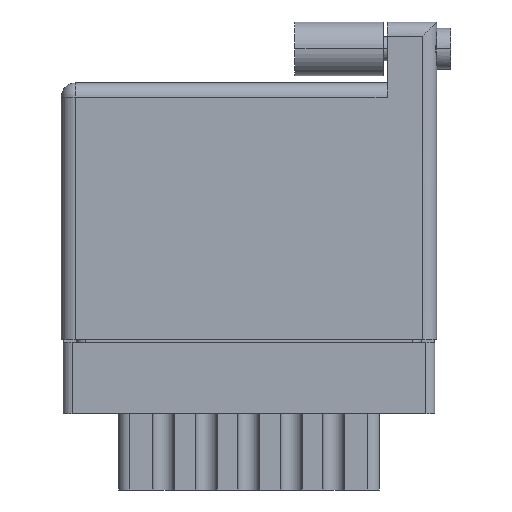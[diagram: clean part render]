
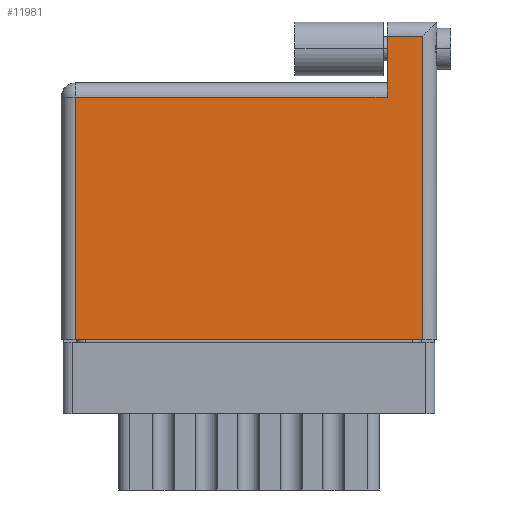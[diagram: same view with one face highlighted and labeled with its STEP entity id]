
A CAD part, front view. The second image highlights one B-rep face of the part: STEP entity #11981.
In plain terms, the highlighted face is planar.
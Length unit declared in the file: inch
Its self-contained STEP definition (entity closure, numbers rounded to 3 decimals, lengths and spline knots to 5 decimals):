
#245 = VECTOR ( 'NONE', #14874, 39.37008 ) ;
#532 = VERTEX_POINT ( 'NONE', #23375 ) ;
#1070 = LINE ( 'NONE', #13735, #24049 ) ;
#1581 = EDGE_LOOP ( 'NONE', ( #15421, #17492, #11477, #4626, #15396, #2329 ) ) ;
#2329 = ORIENTED_EDGE ( 'NONE', *, *, #10220, .T. ) ;
#2500 = PLANE ( 'NONE',  #18566 ) ;
#4626 = ORIENTED_EDGE ( 'NONE', *, *, #10744, .T. ) ;
#4681 = CARTESIAN_POINT ( 'NONE',  ( 1.275, 1.12, 0. ) ) ;
#4683 = CARTESIAN_POINT ( 'NONE',  ( 0., 0.906, 0. ) ) ;
#4937 = LINE ( 'NONE', #15402, #9313 ) ;
#6231 = VERTEX_POINT ( 'NONE', #17872 ) ;
#6329 = VECTOR ( 'NONE', #8625, 39.37008 ) ;
#7097 = FACE_OUTER_BOUND ( 'NONE', #1581, .T. ) ;
#7500 = VERTEX_POINT ( 'NONE', #17944 ) ;
#7881 = DIRECTION ( 'NONE',  ( 0., -1., 0. ) ) ;
#8625 = DIRECTION ( 'NONE',  ( 0., 1., 0. ) ) ;
#8732 = VECTOR ( 'NONE', #7881, 39.37008 ) ;
#8878 = CARTESIAN_POINT ( 'NONE',  ( 1.15, 1.12, 0. ) ) ;
#8935 = EDGE_CURVE ( 'NONE', #12519, #11191, #10047, .T. ) ;
#9313 = VECTOR ( 'NONE', #25631, 39.37008 ) ;
#9365 = LINE ( 'NONE', #8878, #245 ) ;
#10047 = LINE ( 'NONE', #12850, #19199 ) ;
#10220 = EDGE_CURVE ( 'NONE', #532, #12519, #14105, .T. ) ;
#10744 = EDGE_CURVE ( 'NONE', #6231, #19217, #9365, .T. ) ;
#10877 = DIRECTION ( 'NONE',  ( 1., 0., 0. ) ) ;
#11191 = VERTEX_POINT ( 'NONE', #12743 ) ;
#11400 = EDGE_CURVE ( 'NONE', #7500, #6231, #4937, .T. ) ;
#11477 = ORIENTED_EDGE ( 'NONE', *, *, #11400, .T. ) ;
#11789 = CARTESIAN_POINT ( 'NONE',  ( 1.15, 0.856, 0. ) ) ;
#11981 = ADVANCED_FACE ( 'NONE', ( #7097 ), #2500, .F. ) ;
#12519 = VERTEX_POINT ( 'NONE', #20153 ) ;
#12697 = DIRECTION ( 'NONE',  ( 0., 0., -1. ) ) ;
#12743 = CARTESIAN_POINT ( 'NONE',  ( 1.275, 0., 0. ) ) ;
#12850 = CARTESIAN_POINT ( 'NONE',  ( 0., 0., 0. ) ) ;
#13735 = CARTESIAN_POINT ( 'NONE',  ( 0., 0.856, 0. ) ) ;
#13883 = CARTESIAN_POINT ( 'NONE',  ( 0.05, 0., 0. ) ) ;
#14105 = LINE ( 'NONE', #13883, #8732 ) ;
#14874 = DIRECTION ( 'NONE',  ( 0., -1., 0. ) ) ;
#15396 = ORIENTED_EDGE ( 'NONE', *, *, #17684, .T. ) ;
#15402 = CARTESIAN_POINT ( 'NONE',  ( 0., 1.07, 0. ) ) ;
#15421 = ORIENTED_EDGE ( 'NONE', *, *, #8935, .T. ) ;
#17492 = ORIENTED_EDGE ( 'NONE', *, *, #18753, .T. ) ;
#17684 = EDGE_CURVE ( 'NONE', #19217, #532, #1070, .T. ) ;
#17872 = CARTESIAN_POINT ( 'NONE',  ( 1.15, 1.07, 0. ) ) ;
#17944 = CARTESIAN_POINT ( 'NONE',  ( 1.275, 1.07, 0. ) ) ;
#18566 = AXIS2_PLACEMENT_3D ( 'NONE', #4683, #12697, #18664 ) ;
#18664 = DIRECTION ( 'NONE',  ( -1., 0., 0. ) ) ;
#18753 = EDGE_CURVE ( 'NONE', #11191, #7500, #23672, .T. ) ;
#19199 = VECTOR ( 'NONE', #10877, 39.37008 ) ;
#19217 = VERTEX_POINT ( 'NONE', #11789 ) ;
#20153 = CARTESIAN_POINT ( 'NONE',  ( 0.05, 0., 0. ) ) ;
#21655 = DIRECTION ( 'NONE',  ( -1., 0., 0. ) ) ;
#23375 = CARTESIAN_POINT ( 'NONE',  ( 0.05, 0.856, 0. ) ) ;
#23672 = LINE ( 'NONE', #4681, #6329 ) ;
#24049 = VECTOR ( 'NONE', #21655, 39.37008 ) ;
#25631 = DIRECTION ( 'NONE',  ( -1., 0., 0. ) ) ;
